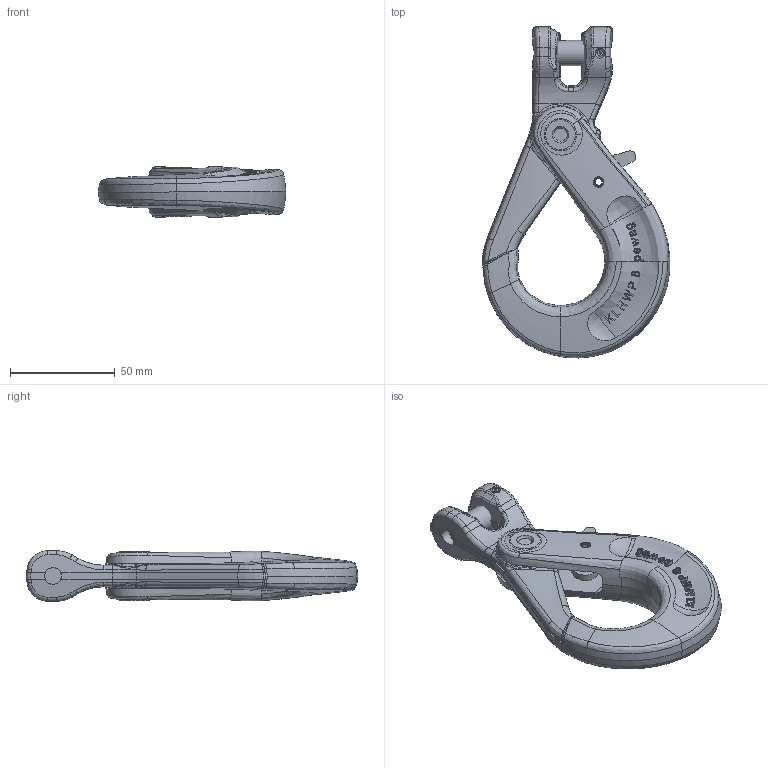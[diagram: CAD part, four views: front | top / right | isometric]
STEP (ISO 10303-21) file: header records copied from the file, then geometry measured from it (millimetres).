
FILE_DESCRIPTION(/* description */ (''),/* implementation_level */ '2;1');
FILE_NAME(/* name */ 'KLHWP_8_kundenmodell.stp',/* time_stamp */ '2018-03-21T13:32:57+01:00',/* author */ (''),/* organization */ (''),/* preprocessor_version */ 'ST-DEVELOPER v16',/* originating_system */ 'SIEMENS PLM Software NX 11.0',/* authorisation */ '');
FILE_SCHEMA (('AUTOMOTIVE_DESIGN { 1 0 10303 214 3 1 1 1 }'));
Products named in the file (1): kch2C5C420Cxxdy
Bounding box: 89.77 x 158.62 x 24.1 mm (x, y, z)
Volume: 107898.1 mm3; surface area: 34650.7 mm2
Topology: 8 solids, 8 shells, 592 faces, 1519 edges, 948 vertices
Faces by surface type: bspline 215, plane 176, cylinder 78, extrusion 53, torus 28, cone 26, sphere 8, revolution 8
Full cylindrical faces by diameter (mm): 1 x1, 3 x3, 5 x2, 5.4 x2, 8 x1, 11 x2, 12 x2, 12.05 x2, 12.25 x1
Entity records: 38192 total; most frequent: CARTESIAN_POINT 25953, ORIENTED_EDGE 2962, DIRECTION 1781, EDGE_CURVE 1481, VERTEX_POINT 943, B_SPLINE_CURVE_WITH_KNOTS 743, AXIS2_PLACEMENT_3D 660, EDGE_LOOP 654
